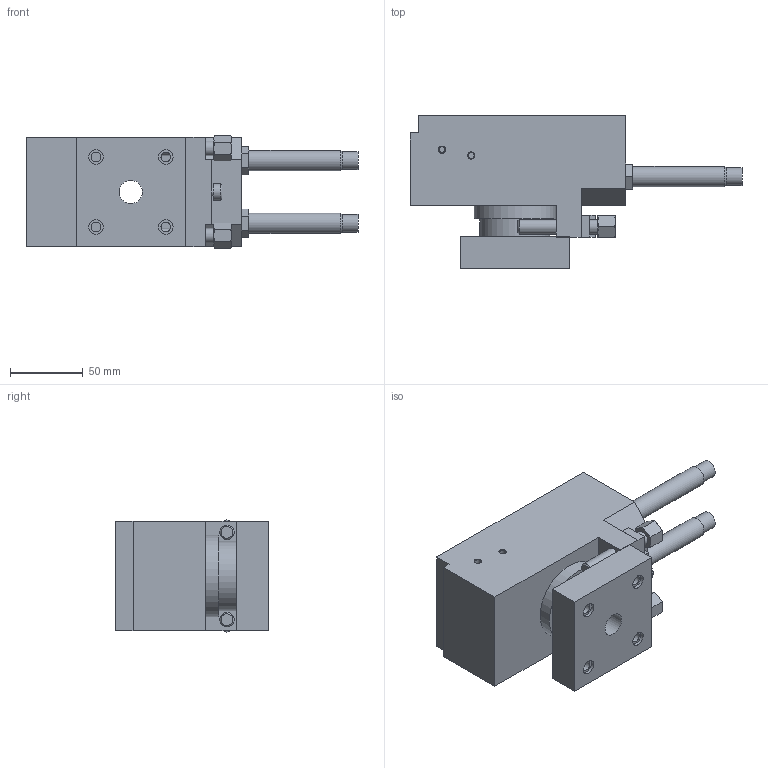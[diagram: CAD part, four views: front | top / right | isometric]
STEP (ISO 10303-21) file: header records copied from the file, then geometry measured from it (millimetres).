
FILE_DESCRIPTION((''),'2;1');
FILE_NAME('MSR-4.stp','2012-10-08T08:25:34',('hartung_david'),(''),'Autodesk Inventor 2012','Autodesk Inventor 2012','');
FILE_SCHEMA(('AUTOMOTIVE_DESIGN { 1 0 10303 214 1 1 1 1 }'));
Length unit declared in the file: millimetre
Products named in the file (3): MSR-4; MSR-4-010; MSR-4-020
Assembly tree (2 placements, depth 2):
  MSR-4
    MSR-4-010
    MSR-4-020
Bounding box: 228 x 105 x 77.32 mm (x, y, z)
Volume: 887876.6 mm3; surface area: 96790.5 mm2
Topology: 2 solids, 2 shells, 188 faces, 413 edges, 261 vertices
Faces by surface type: plane 92, cone 58, cylinder 37, torus 1
Full cylindrical faces by diameter (mm): 4.134 x2, 4.917 x4, 6 x3, 6.647 x4, 10 x8, 10.5 x4, 11 x1, 12 x1, 12.16 x2, 14 x2, 16 x2, 17 x2, 48 x1, 56 x1
Entity records: 4922 total; most frequent: CARTESIAN_POINT 971, DIRECTION 764, ORIENTED_EDGE 690, EDGE_CURVE 345, AXIS2_PLACEMENT_3D 322, EDGE_LOOP 280, VERTEX_POINT 241, STYLED_ITEM 190
